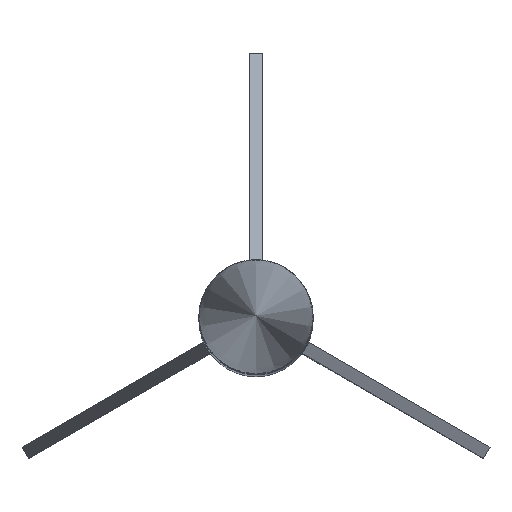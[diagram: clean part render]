
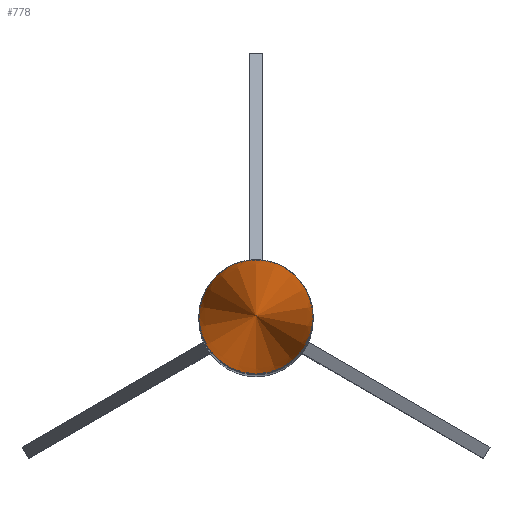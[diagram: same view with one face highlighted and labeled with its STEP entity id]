
A CAD part, top view. The second image highlights one B-rep face of the part: STEP entity #778.
In plain terms, the highlighted conical face has half-angle 5.914 degrees and reference radius 13 mm.
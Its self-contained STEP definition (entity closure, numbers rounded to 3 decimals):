
#85=CONICAL_SURFACE('',#1022,13.,0.103);
#211=FACE_OUTER_BOUND('',#279,.T.);
#279=EDGE_LOOP('',(#657,#658,#659));
#322=LINE('',#1501,#360);
#360=VECTOR('',#1250,13.);
#413=CIRCLE('',#1023,26.);
#457=VERTEX_POINT('',#1498);
#458=VERTEX_POINT('',#1500);
#528=EDGE_CURVE('',#457,#457,#413,.T.);
#529=EDGE_CURVE('',#457,#458,#322,.T.);
#657=ORIENTED_EDGE('',*,*,#528,.F.);
#658=ORIENTED_EDGE('',*,*,#529,.T.);
#659=ORIENTED_EDGE('',*,*,#529,.F.);
#778=ADVANCED_FACE('',(#211),#85,.T.);
#1022=AXIS2_PLACEMENT_3D('',#1497,#1246,#1247);
#1023=AXIS2_PLACEMENT_3D('',#1499,#1248,#1249);
#1246=DIRECTION('center_axis',(0.,0.,-1.));
#1247=DIRECTION('ref_axis',(0.,1.,0.));
#1248=DIRECTION('center_axis',(0.,0.,-1.));
#1249=DIRECTION('ref_axis',(1.,0.,0.));
#1250=DIRECTION('',(0.,0.103,0.995));
#1497=CARTESIAN_POINT('Origin',(0.,0.,150.5));
#1498=CARTESIAN_POINT('',(0.,-26.,25.));
#1499=CARTESIAN_POINT('Origin',(0.,0.,25.));
#1500=CARTESIAN_POINT('',(0.,0.,276.));
#1501=CARTESIAN_POINT('',(0.,-13.,150.5));
